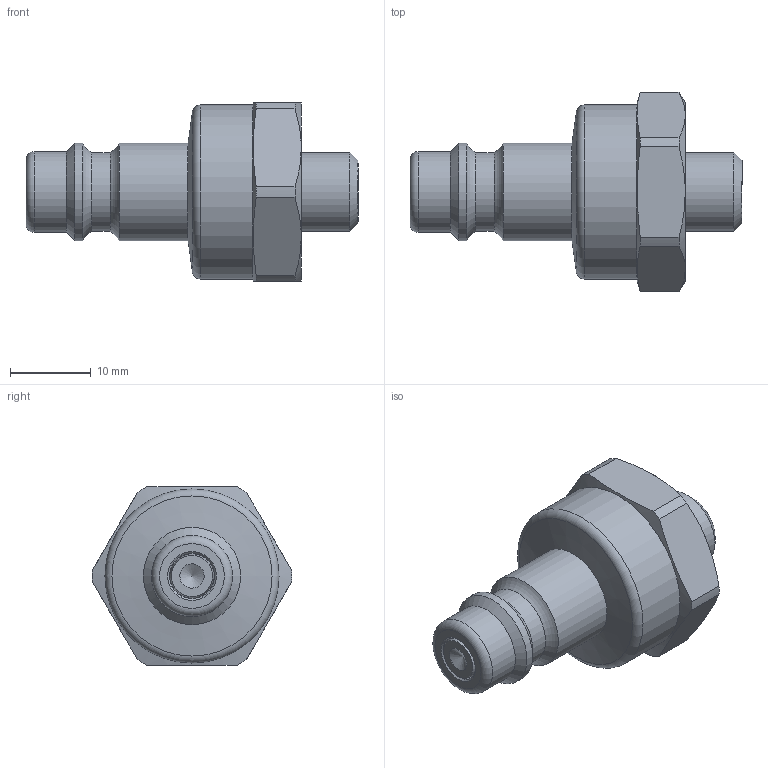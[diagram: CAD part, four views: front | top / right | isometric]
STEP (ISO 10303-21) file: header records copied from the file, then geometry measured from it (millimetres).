
FILE_DESCRIPTION(/* description */ (''),/* implementation_level */ '2;1');
FILE_NAME(/* name */ 'ES 18 NAAB.stp',/* time_stamp */ '2023-01-16T08:29:23+01:00',/* author */ ('stefan.foerster'),/* organization */ (''),/* preprocessor_version */ 'ST-DEVELOPER v18.1',/* originating_system */ 'Autodesk Inventor 2022',/* authorisation */ '0 mm^3');
FILE_SCHEMA (('AUTOMOTIVE_DESIGN { 1 0 10303 214 3 1 1 }'));
Length unit declared in the file: millimetre
Products named in the file (1): LUE_00001621_Vereinfachen_1
Bounding box: 41 x 24.7 x 22 mm (x, y, z)
Volume: 7543.8 mm3; surface area: 2818.4 mm2
Topology: 1 solids, 1 shells, 48 faces, 110 edges, 69 vertices
Faces by surface type: cylinder 17, cone 14, plane 13, torus 4
Full cylindrical faces by diameter (mm): 3 x1, 3.3 x1, 5 x1, 5.45 x1, 5.6 x1, 9.728 x1, 9.75 x1, 10 x1, 12 x2, 21.5 x1
Entity records: 1436 total; most frequent: CARTESIAN_POINT 263, DIRECTION 249, ORIENTED_EDGE 218, EDGE_CURVE 109, AXIS2_PLACEMENT_3D 109, VERTEX_POINT 69, CIRCLE 60, EDGE_LOOP 54
